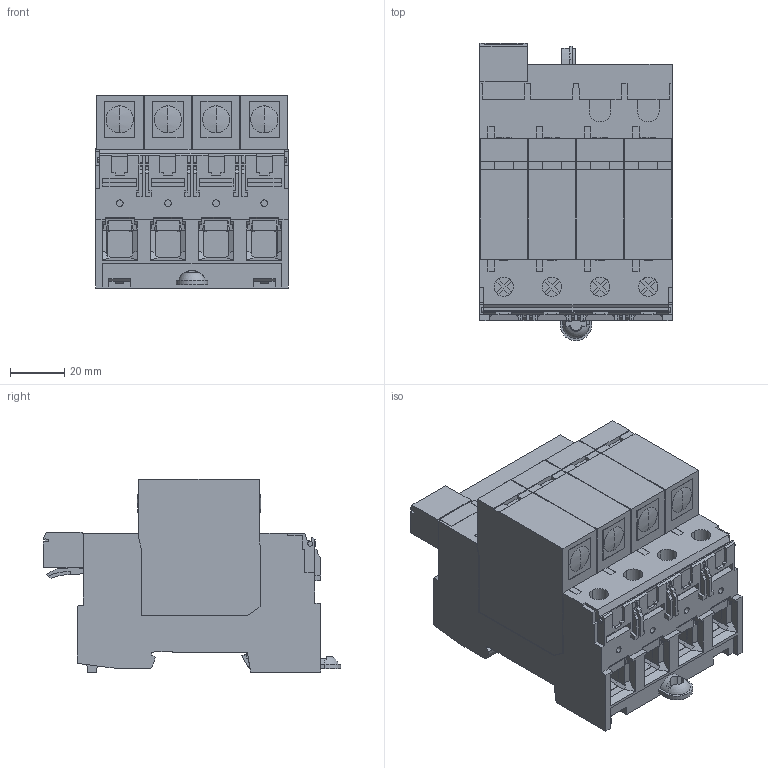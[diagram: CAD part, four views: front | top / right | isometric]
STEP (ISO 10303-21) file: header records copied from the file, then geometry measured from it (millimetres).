
FILE_DESCRIPTION(('Creo Elements/Direct Modeling STEP Export'),'2;1');
FILE_NAME('model.stp','2024-08-27T13:15:41',(''),(''),'Creo Elements/Direct Modeling STEP processor for AP214 (Solid Model)','Creo Elements/Direct Modeling 20.1D 10-Oct-2020 (C) Parametric Technology GmbH','');
FILE_SCHEMA(('AUTOMOTIVE_DESIGN { 1 0 10303 214 1 1 1 1 }'));
Length unit declared in the file: millimetre
Products named in the file (2): VAL_SPP_T2_335_3_1_UT_R-SELECT
Assembly tree (1 placements, depth 2):
  VAL_SPP_T2_335_3_1_UT_R-SELECT
    VAL_SPP_T2_335_3_1_UT_R-SELECT
Bounding box: 71.2 x 109.8 x 71.65 mm (x, y, z)
Volume: 345751.8 mm3; surface area: 60484.7 mm2
Topology: 1 solids, 1 shells, 1291 faces, 3608 edges, 2349 vertices
Faces by surface type: plane 1138, cylinder 68, bspline 54, sphere 17, extrusion 12, cone 2
Entity records: 53203 total; most frequent: CARTESIAN_POINT 11529, ORIENTED_EDGE 7186, DIRECTION 5433, EDGE_CURVE 3593, VECTOR 3115, LINE 3100, VERTEX_POINT 2350, EDGE_LOOP 1337
